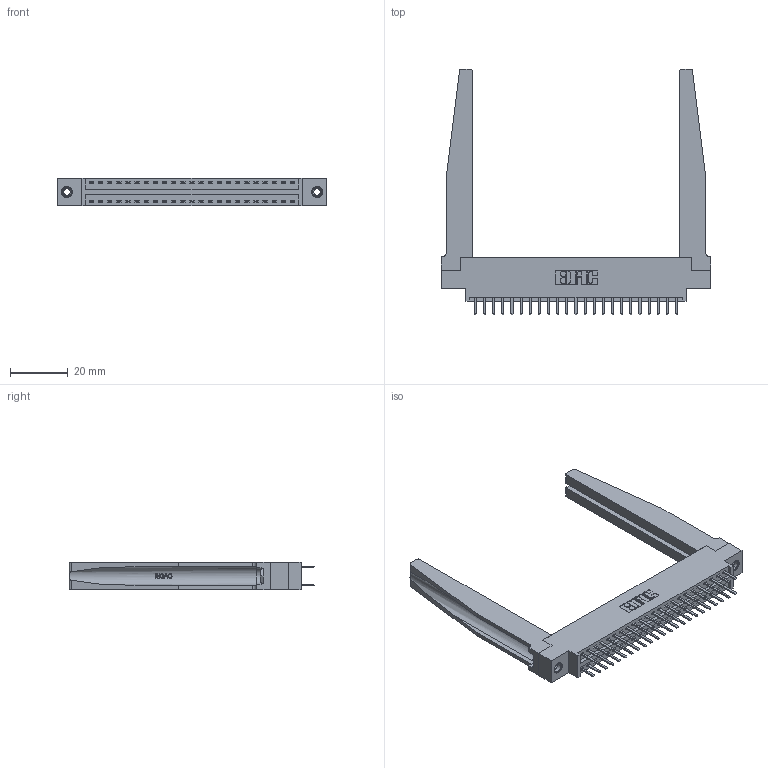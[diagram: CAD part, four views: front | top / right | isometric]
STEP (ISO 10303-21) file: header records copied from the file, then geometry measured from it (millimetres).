
FILE_DESCRIPTION (( 'STEP AP203' ), '1' );
FILE_NAME ('346-046-520-878.STEP', '2022-05-20T19:34:22', ( '' ), ( '' ), 'SwSTEP 2.0', 'SolidWorks 2020', '' );
FILE_SCHEMA (( 'CONFIG_CONTROL_DESIGN' ));
Length unit declared in the file: inch
Products named in the file (5): 346 Part_0.170 Offset - 0.156 Dia-TH; 345-292-001_345-293-120; 346-046-520-878; 346-220-078_345-220-078; 345-250-001_345-250-001-102
Assembly tree (51 placements, depth 2):
  346-046-520-878
    346 Part_0.170 Offset - 0.156 Dia-TH
    345-292-001_345-293-120  x46
    346-220-078_345-220-078  x2
    345-250-001_345-250-001-102  x2
Bounding box: 93.6 x 85.29 x 9.4 mm (x, y, z)
Volume: 15695.4 mm3; surface area: 18483.4 mm2
Topology: 51 solids, 51 shells, 2950 faces, 8483 edges, 5522 vertices
Faces by surface type: plane 1938, cylinder 960, bspline 36, cone 12, torus 4
Entity records: 22978 total; most frequent: CARTESIAN_POINT 4769, ORIENTED_EDGE 3578, DIRECTION 3227, EDGE_CURVE 1789, LINE 1467, VECTOR 1467, VERTEX_POINT 1184, AXIS2_PLACEMENT_3D 880
